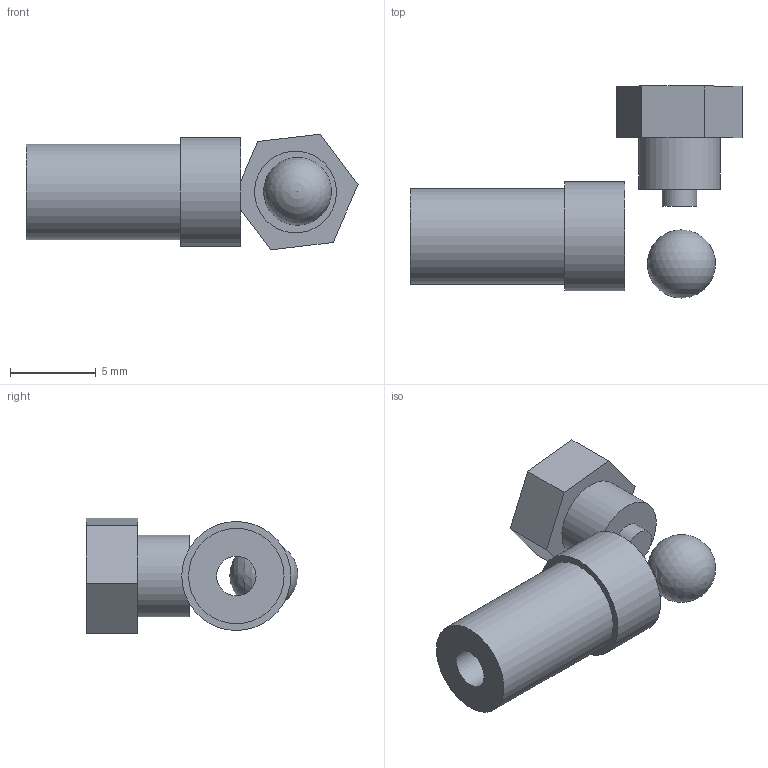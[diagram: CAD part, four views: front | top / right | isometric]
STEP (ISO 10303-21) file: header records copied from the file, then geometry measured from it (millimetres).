
FILE_DESCRIPTION(/* description */ ('ARM1G'),/* implementation_level */ '2;1');
FILE_NAME(/* name */ 'Clack valve complete',/* time_stamp */ '2020-05-03T12:04:45+01:00',/* author */ ('Keith Bucklitch'),/* organization */ ('G1MRA'),/* preprocessor_version */ 'ST-DEVELOPER v16.7',/* originating_system */ 'Solid Edge',/* authorisation */ 'Unknown');
FILE_SCHEMA (('AUTOMOTIVE_DESIGN {1 0 10303 214 3 1 1}'));
Length unit declared in the file: millimetre
Products named in the file (4): Clack valve complete; Clack valve nut; ball 5-32 inch; Clack valve body
Assembly tree (3 placements, depth 2):
  Clack valve complete
    Clack valve nut
    ball 5-32 inch
    Clack valve body
Bounding box: 19.33 x 12.34 x 6.74 mm (x, y, z)
Volume: 471.2 mm3; surface area: 608.8 mm2
Topology: 3 solids, 3 shells, 19 faces, 37 edges, 25 vertices
Faces by surface type: plane 13, cylinder 5, sphere 1
Full cylindrical faces by diameter (mm): 2 x1, 2.3 x1, 4.763 x1, 5.556 x1, 6.35 x1
Entity records: 541 total; most frequent: DIRECTION 84, CARTESIAN_POINT 74, ORIENTED_EDGE 56, AXIS2_PLACEMENT_3D 33, FACE_BOUND 29, EDGE_CURVE 28, EDGE_LOOP 28, VERTEX_POINT 23
